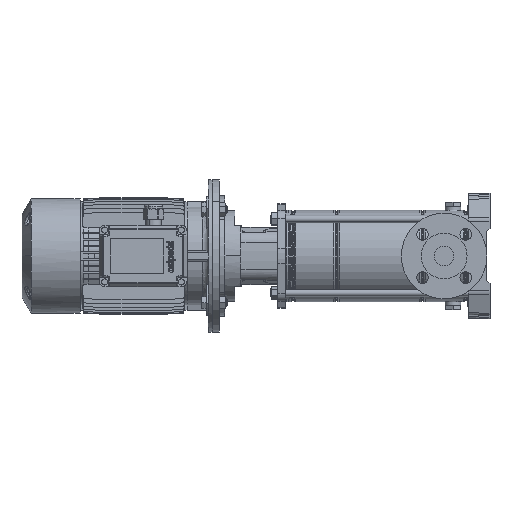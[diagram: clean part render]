
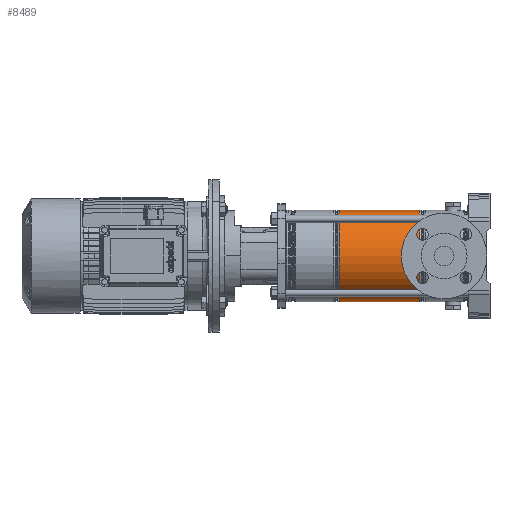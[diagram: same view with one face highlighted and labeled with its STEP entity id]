
A CAD part, left-side view. The second image highlights one B-rep face of the part: STEP entity #8489.
In plain terms, the highlighted cylindrical face has radius 74.9 mm (diameter 149.8 mm), a partial arc.
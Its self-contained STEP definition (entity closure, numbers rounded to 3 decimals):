
#1481 = DIRECTION ( 'NONE',  ( -1., 0., 0. ) ) ;
#3136 = AXIS2_PLACEMENT_3D ( 'NONE', #42525, #32361, #48535 ) ;
#3156 = DIRECTION ( 'NONE',  ( 0., 0., -1. ) ) ;
#7130 = CYLINDRICAL_SURFACE ( 'NONE', #71251, 74.9 ) ;
#8489 = ADVANCED_FACE ( 'NONE', ( #8614 ), #7130, .T. ) ;
#8614 = FACE_OUTER_BOUND ( 'NONE', #45708, .T. ) ;
#10863 = DIRECTION ( 'NONE',  ( 1., 0., 0. ) ) ;
#11852 = EDGE_CURVE ( 'NONE', #12639, #65736, #62595, .T. ) ;
#12639 = VERTEX_POINT ( 'NONE', #46180 ) ;
#21478 = EDGE_CURVE ( 'NONE', #40477, #74301, #48738, .T. ) ;
#22389 = DIRECTION ( 'NONE',  ( 0., 0., -1. ) ) ;
#25605 = VECTOR ( 'NONE', #3156, 1000. ) ;
#28787 = CARTESIAN_POINT ( 'NONE',  ( -74.9, 0., 0. ) ) ;
#30117 = CARTESIAN_POINT ( 'NONE',  ( 0., 0., 0. ) ) ;
#32361 = DIRECTION ( 'NONE',  ( 0., 0., -1. ) ) ;
#32907 = ORIENTED_EDGE ( 'NONE', *, *, #11852, .F. ) ;
#36398 = CARTESIAN_POINT ( 'NONE',  ( 74.9, 0., 87.279 ) ) ;
#36502 = CARTESIAN_POINT ( 'NONE',  ( -74.9, 0., 87.279 ) ) ;
#40477 = VERTEX_POINT ( 'NONE', #68922 ) ;
#41631 = CARTESIAN_POINT ( 'NONE',  ( 74.9, 0., 0. ) ) ;
#42525 = CARTESIAN_POINT ( 'NONE',  ( 0., 0., 219.221 ) ) ;
#42644 = EDGE_CURVE ( 'NONE', #12639, #40477, #42842, .T. ) ;
#42842 = CIRCLE ( 'NONE', #3136, 74.9 ) ;
#45708 = EDGE_LOOP ( 'NONE', ( #46305, #45788, #70491, #32907 ) ) ;
#45788 = ORIENTED_EDGE ( 'NONE', *, *, #21478, .T. ) ;
#46180 = CARTESIAN_POINT ( 'NONE',  ( -74.9, 0., 219.221 ) ) ;
#46305 = ORIENTED_EDGE ( 'NONE', *, *, #42644, .T. ) ;
#48535 = DIRECTION ( 'NONE',  ( 1., 0., 0. ) ) ;
#48738 = LINE ( 'NONE', #41631, #25605 ) ;
#52306 = CIRCLE ( 'NONE', #58274, 74.9 ) ;
#53072 = DIRECTION ( 'NONE',  ( 0., 0., -1. ) ) ;
#53476 = VECTOR ( 'NONE', #22389, 1000. ) ;
#58274 = AXIS2_PLACEMENT_3D ( 'NONE', #72582, #67312, #10863 ) ;
#62595 = LINE ( 'NONE', #28787, #53476 ) ;
#65736 = VERTEX_POINT ( 'NONE', #36502 ) ;
#67312 = DIRECTION ( 'NONE',  ( 0., 0., 1. ) ) ;
#68922 = CARTESIAN_POINT ( 'NONE',  ( 74.9, 0., 219.221 ) ) ;
#69266 = EDGE_CURVE ( 'NONE', #74301, #65736, #52306, .T. ) ;
#70491 = ORIENTED_EDGE ( 'NONE', *, *, #69266, .T. ) ;
#71251 = AXIS2_PLACEMENT_3D ( 'NONE', #30117, #53072, #1481 ) ;
#72582 = CARTESIAN_POINT ( 'NONE',  ( 0., 0., 87.279 ) ) ;
#74301 = VERTEX_POINT ( 'NONE', #36398 ) ;
